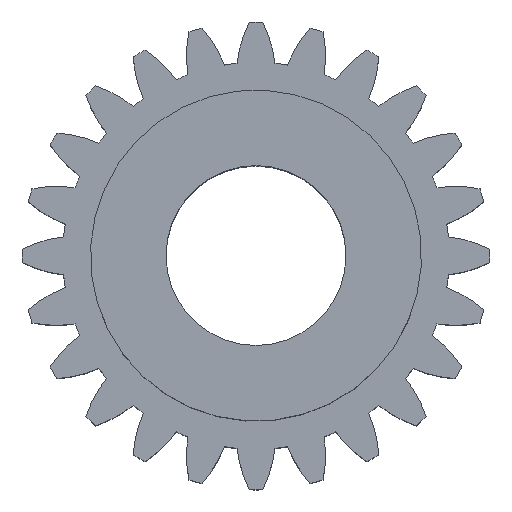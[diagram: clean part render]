
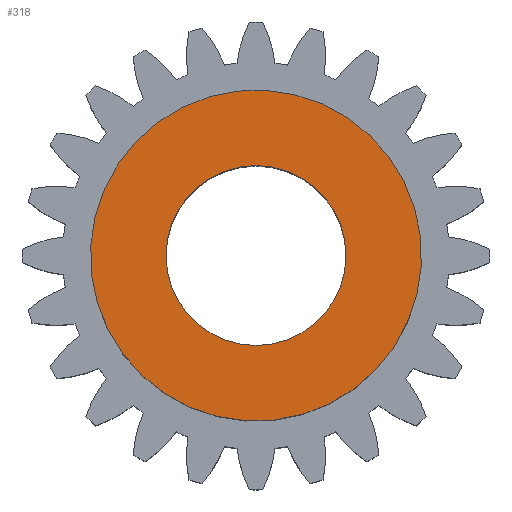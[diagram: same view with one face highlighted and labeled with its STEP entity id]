
A CAD part, top view. The second image highlights one B-rep face of the part: STEP entity #318.
In plain terms, the highlighted planar face has unit normal (0, 0, 1).
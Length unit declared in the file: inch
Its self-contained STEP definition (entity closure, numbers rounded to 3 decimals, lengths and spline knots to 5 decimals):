
#138=CARTESIAN_POINT('',(-0.33309,0.31726,0.44));
#139=VERTEX_POINT('',#138);
#155=CARTESIAN_POINT('',(0.33309,-0.31726,0.44));
#156=VERTEX_POINT('',#155);
#163=CARTESIAN_POINT('',(0.0,0.0,0.44));
#164=DIRECTION('',(0.0,0.0,-1.0));
#165=DIRECTION('',(-0.724,0.69,0.0));
#166=AXIS2_PLACEMENT_3D('',#163,#164,#165);
#167=CIRCLE('',#166,0.46);
#168=EDGE_CURVE('',#156,#139,#167,.T.);
#201=CARTESIAN_POINT('',(0.25,0.0,0.44));
#202=VERTEX_POINT('',#201);
#218=CARTESIAN_POINT('',(-0.25,0.,0.44));
#219=VERTEX_POINT('',#218);
#226=CARTESIAN_POINT('',(0.0,0.0,0.44));
#227=DIRECTION('',(0.0,0.0,-1.0));
#228=DIRECTION('',(1.0,0.0,0.0));
#229=AXIS2_PLACEMENT_3D('',#226,#227,#228);
#230=CIRCLE('',#229,0.25);
#231=EDGE_CURVE('',#202,#219,#230,.T.);
#263=CARTESIAN_POINT('',(0.0,0.0,0.44));
#264=DIRECTION('',(0.0,0.0,-1.0));
#265=DIRECTION('',(1.0,0.0,0.0));
#266=AXIS2_PLACEMENT_3D('',#263,#264,#265);
#267=CIRCLE('',#266,0.25);
#268=EDGE_CURVE('',#219,#202,#267,.T.);
#287=CARTESIAN_POINT('',(0.0,0.0,0.44));
#288=DIRECTION('',(0.0,0.0,-1.0));
#289=DIRECTION('',(-0.724,0.69,0.0));
#290=AXIS2_PLACEMENT_3D('',#287,#288,#289);
#291=CIRCLE('',#290,0.46);
#292=EDGE_CURVE('',#139,#156,#291,.T.);
#305=CARTESIAN_POINT('',(0.03028,-0.02884,0.44));
#306=DIRECTION('',(0.0,0.0,1.0));
#307=DIRECTION('',(1.0,0.0,0.0));
#308=AXIS2_PLACEMENT_3D('',#305,#306,#307);
#309=PLANE('',#308);
#310=ORIENTED_EDGE('',*,*,#168,.F.);
#311=ORIENTED_EDGE('',*,*,#292,.F.);
#312=EDGE_LOOP('',(#310,#311));
#313=FACE_OUTER_BOUND('',#312,.T.);
#314=ORIENTED_EDGE('',*,*,#231,.T.);
#315=ORIENTED_EDGE('',*,*,#268,.T.);
#316=EDGE_LOOP('',(#314,#315));
#317=FACE_BOUND('',#316,.T.);
#318=ADVANCED_FACE('',(#313,#317),#309,.T.);
